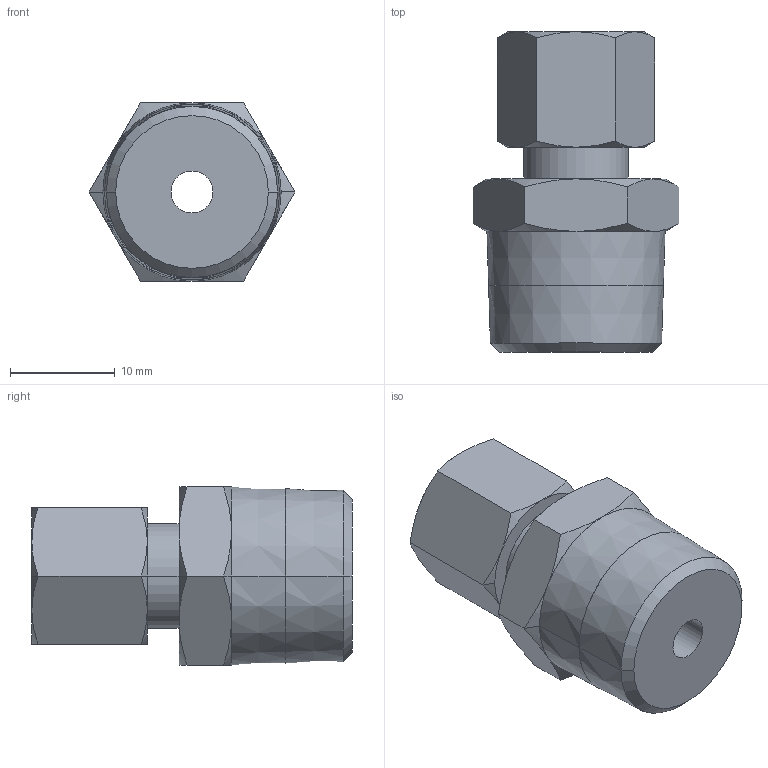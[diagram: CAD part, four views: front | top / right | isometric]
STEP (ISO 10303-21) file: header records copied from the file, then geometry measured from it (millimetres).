
FILE_DESCRIPTION(('STEP AP214'),'1');
FILE_NAME('0105_06_17.stp','2016-07-07T14:59:13',('TraceParts'),('TraceParts S.A.'),'Spatial InterOp 3D',' ',' ');
FILE_SCHEMA(('automotive_design'));
Length unit declared in the file: millimetre
Products named in the file (1): 1
Bounding box: 19.63 x 30.53 x 17 mm (x, y, z)
Volume: 4996.5 mm3; surface area: 2556.1 mm2
Topology: 1 solids, 1 shells, 64 faces, 136 edges, 80 vertices
Faces by surface type: cone 38, plane 20, cylinder 6
Entity records: 1767 total; most frequent: CARTESIAN_POINT 473, DIRECTION 274, ORIENTED_EDGE 272, EDGE_CURVE 136, AXIS2_PLACEMENT_3D 121, VERTEX_POINT 80, EDGE_LOOP 72, ADVANCED_FACE 64
